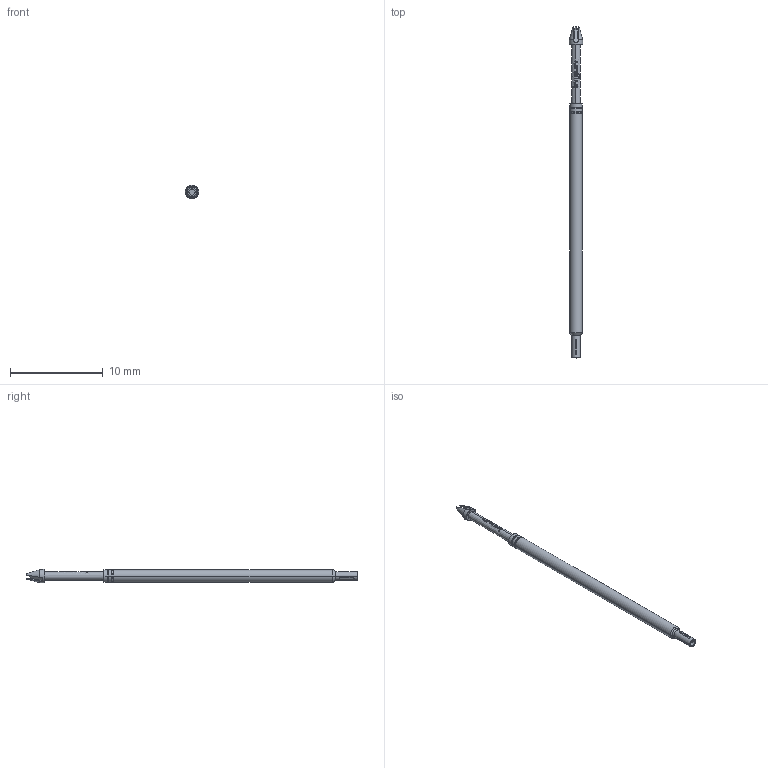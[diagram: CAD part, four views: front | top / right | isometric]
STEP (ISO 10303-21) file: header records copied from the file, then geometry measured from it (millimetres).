
FILE_DESCRIPTION (( 'STEP AP203' ), '1' );
FILE_NAME ('INGUN_S-075_289_050_A_xx00_S.STEP', '2025-10-01T09:37:08', ( '' ), ( '' ), 'SwSTEP 2.0', 'SolidWorks 2023', '' );
FILE_SCHEMA (( 'CONFIG_CONTROL_DESIGN' ));
Length unit declared in the file: millimetre
Products named in the file (1): INGUN_S-075_289_050_A_xx00_S
Bounding box: 1.44 x 35.81 x 1.44 mm (x, y, z)
Volume: 43 mm3; surface area: 150.4 mm2
Topology: 1 solids, 1 shells, 165 faces, 428 edges, 275 vertices
Faces by surface type: bspline 73, cylinder 32, plane 22, torus 20, cone 18
Entity records: 7369 total; most frequent: CARTESIAN_POINT 3927, ORIENTED_EDGE 856, DIRECTION 445, EDGE_CURVE 428, VERTEX_POINT 275, B_SPLINE_CURVE_WITH_KNOTS 250, AXIS2_PLACEMENT_3D 182, EDGE_LOOP 175
